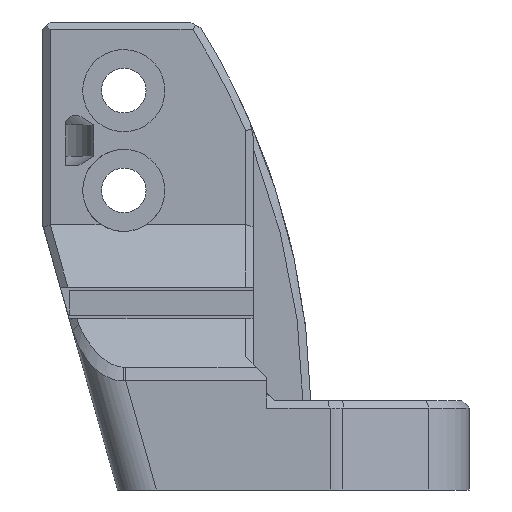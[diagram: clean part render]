
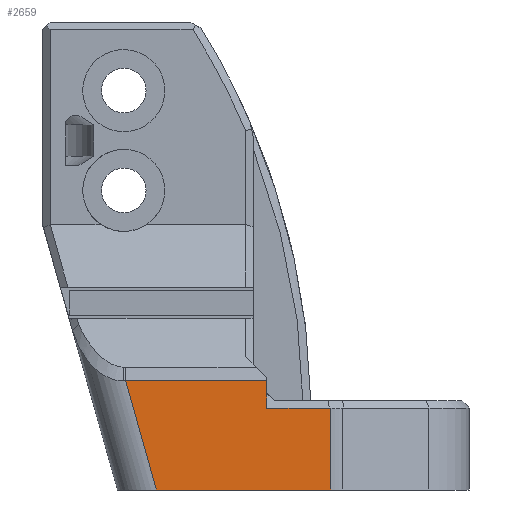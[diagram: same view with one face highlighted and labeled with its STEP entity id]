
A CAD part, left-side view. The second image highlights one B-rep face of the part: STEP entity #2659.
In plain terms, the highlighted planar face has unit normal (-1, 0, 0).
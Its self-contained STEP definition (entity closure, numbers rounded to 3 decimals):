
#182=FACE_OUTER_BOUND('',#333,.T.);
#333=EDGE_LOOP('',(#1997,#1998,#1999,#2000,#2001,#2002,#2003));
#506=LINE('',#3905,#820);
#578=LINE('',#4081,#892);
#579=LINE('',#4085,#893);
#580=LINE('',#4086,#894);
#581=LINE('',#4088,#895);
#582=LINE('',#4090,#896);
#583=LINE('',#4091,#897);
#820=VECTOR('',#3146,1.);
#892=VECTOR('',#3296,1.);
#893=VECTOR('',#3299,1.);
#894=VECTOR('',#3300,1.);
#895=VECTOR('',#3301,1.);
#896=VECTOR('',#3302,1.);
#897=VECTOR('',#3303,1.);
#1151=VERTEX_POINT('',#3902);
#1152=VERTEX_POINT('',#3904);
#1217=VERTEX_POINT('',#4079);
#1218=VERTEX_POINT('',#4083);
#1219=VERTEX_POINT('',#4084);
#1220=VERTEX_POINT('',#4087);
#1221=VERTEX_POINT('',#4089);
#1428=EDGE_CURVE('',#1152,#1151,#506,.T.);
#1519=EDGE_CURVE('',#1217,#1151,#578,.T.);
#1520=EDGE_CURVE('',#1218,#1219,#579,.T.);
#1521=EDGE_CURVE('',#1152,#1218,#580,.T.);
#1522=EDGE_CURVE('',#1220,#1217,#581,.T.);
#1523=EDGE_CURVE('',#1221,#1220,#582,.T.);
#1524=EDGE_CURVE('',#1219,#1221,#583,.T.);
#1997=ORIENTED_EDGE('',*,*,#1520,.F.);
#1998=ORIENTED_EDGE('',*,*,#1521,.F.);
#1999=ORIENTED_EDGE('',*,*,#1428,.T.);
#2000=ORIENTED_EDGE('',*,*,#1519,.F.);
#2001=ORIENTED_EDGE('',*,*,#1522,.F.);
#2002=ORIENTED_EDGE('',*,*,#1523,.F.);
#2003=ORIENTED_EDGE('',*,*,#1524,.F.);
#2533=PLANE('',#2865);
#2659=ADVANCED_FACE('',(#182),#2533,.F.);
#2865=AXIS2_PLACEMENT_3D('',#4082,#3297,#3298);
#3146=DIRECTION('',(0.,-1.,0.));
#3296=DIRECTION('',(0.,0.,-1.));
#3297=DIRECTION('center_axis',(1.,0.,0.));
#3298=DIRECTION('ref_axis',(0.,1.,0.));
#3299=DIRECTION('',(0.,-1.,0.));
#3300=DIRECTION('',(0.,0.272,0.962));
#3301=DIRECTION('',(0.,-0.984,-0.18));
#3302=DIRECTION('',(0.,-1.,0.));
#3303=DIRECTION('',(0.,0.,-1.));
#3902=CARTESIAN_POINT('',(-7.942,7.247,0.));
#3904=CARTESIAN_POINT('',(-7.942,21.248,0.));
#3905=CARTESIAN_POINT('',(-7.942,12.405,0.));
#4079=CARTESIAN_POINT('',(-7.942,7.247,6.545));
#4081=CARTESIAN_POINT('',(-7.942,7.247,18.76));
#4082=CARTESIAN_POINT('Origin',(-7.942,12.999,18.76));
#4083=CARTESIAN_POINT('',(-7.942,23.718,8.747));
#4084=CARTESIAN_POINT('',(-7.942,12.394,8.747));
#4085=CARTESIAN_POINT('',(-7.942,19.128,8.747));
#4086=CARTESIAN_POINT('',(-7.942,24.264,10.679));
#4087=CARTESIAN_POINT('',(-7.942,7.379,6.57));
#4088=CARTESIAN_POINT('',(-7.942,10.963,7.225));
#4089=CARTESIAN_POINT('',(-7.942,12.394,6.57));
#4090=CARTESIAN_POINT('',(-7.942,12.243,6.57));
#4091=CARTESIAN_POINT('',(-7.942,12.394,13.133));
